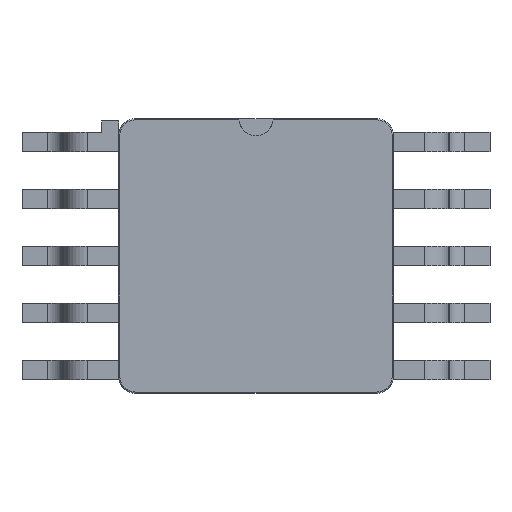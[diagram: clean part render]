
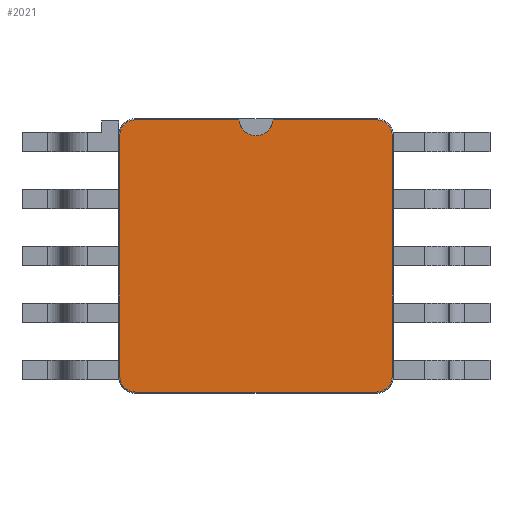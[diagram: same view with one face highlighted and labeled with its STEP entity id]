
A CAD part, top view. The second image highlights one B-rep face of the part: STEP entity #2021.
In plain terms, the highlighted face is planar.
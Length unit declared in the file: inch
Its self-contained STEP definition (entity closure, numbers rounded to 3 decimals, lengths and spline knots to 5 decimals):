
#1360=DIRECTION('',(0.,0.,1.));
#1361=VECTOR('',#1360,0.09053);
#1362=CARTESIAN_POINT('',(-0.1195,0.037,0.01497));
#1363=LINE('',#1362,#1361);
#1385=CARTESIAN_POINT('',(-0.1205,0.037,0.));
#1386=DIRECTION('',(0.,1.,0.));
#1387=DIRECTION('',(0.067,0.,0.998));
#1388=AXIS2_PLACEMENT_3D('',#1385,#1386,#1387);
#1393=DIRECTION('',(0.,0.,1.));
#1394=VECTOR('',#1393,0.09053);
#1395=CARTESIAN_POINT('',(-0.1195,0.037,-0.1055));
#1396=LINE('',#1395,#1394);
#1426=CARTESIAN_POINT('',(-0.1055,0.037,-0.1055));
#1427=DIRECTION('',(0.,1.,0.));
#1428=DIRECTION('',(0.,0.,-1.));
#1429=AXIS2_PLACEMENT_3D('',#1426,#1427,#1428);
#1499=CARTESIAN_POINT('',(-0.1055,0.037,0.1055));
#1500=DIRECTION('',(0.,1.,0.));
#1501=DIRECTION('',(-1.,0.,0.));
#1502=AXIS2_PLACEMENT_3D('',#1499,#1500,#1501);
#1523=DIRECTION('',(1.,0.,0.));
#1524=VECTOR('',#1523,0.211);
#1525=CARTESIAN_POINT('',(-0.1055,0.037,0.1195));
#1526=LINE('',#1525,#1524);
#1545=CARTESIAN_POINT('',(0.1055,0.037,0.1055));
#1546=DIRECTION('',(0.,1.,0.));
#1547=DIRECTION('',(0.,0.,1.));
#1548=AXIS2_PLACEMENT_3D('',#1545,#1546,#1547);
#1569=DIRECTION('',(0.,0.,-1.));
#1570=VECTOR('',#1569,0.211);
#1571=CARTESIAN_POINT('',(0.1195,0.037,0.1055));
#1572=LINE('',#1571,#1570);
#1591=CARTESIAN_POINT('',(0.1055,0.037,-0.1055));
#1592=DIRECTION('',(0.,1.,0.));
#1593=DIRECTION('',(1.,0.,0.));
#1594=AXIS2_PLACEMENT_3D('',#1591,#1592,#1593);
#1615=DIRECTION('',(-1.,0.,0.));
#1616=VECTOR('',#1615,0.211);
#1617=CARTESIAN_POINT('',(0.1055,0.037,-0.1195));
#1618=LINE('',#1617,#1616);
#1685=CARTESIAN_POINT('',(-0.1055,0.037,-0.1195));
#1686=CARTESIAN_POINT('',(-0.1195,0.037,-0.1055));
#1687=VERTEX_POINT('',#1685);
#1688=VERTEX_POINT('',#1686);
#1693=CARTESIAN_POINT('',(-0.1195,0.037,0.1055));
#1694=CARTESIAN_POINT('',(-0.1055,0.037,0.1195));
#1695=VERTEX_POINT('',#1693);
#1696=VERTEX_POINT('',#1694);
#1701=CARTESIAN_POINT('',(0.1055,0.037,0.1195));
#1702=VERTEX_POINT('',#1701);
#1705=CARTESIAN_POINT('',(0.1195,0.037,0.1055));
#1706=VERTEX_POINT('',#1705);
#1709=CARTESIAN_POINT('',(0.1195,0.037,-0.1055));
#1710=VERTEX_POINT('',#1709);
#1713=CARTESIAN_POINT('',(0.1055,0.037,-0.1195));
#1714=VERTEX_POINT('',#1713);
#1721=CARTESIAN_POINT('',(-0.1195,0.037,-0.01497));
#1722=VERTEX_POINT('',#1721);
#1725=CARTESIAN_POINT('',(-0.1195,0.037,0.01497));
#1726=VERTEX_POINT('',#1725);
#1996=CARTESIAN_POINT('',(0.,0.037,0.));
#1997=DIRECTION('',(0.,1.,0.));
#1998=DIRECTION('',(1.,0.,0.));
#1999=AXIS2_PLACEMENT_3D('',#1996,#1997,#1998);
#2000=PLANE('',#1999);
#2001=ORIENTED_EDGE('',*,*,#1801,.T.);
#2003=ORIENTED_EDGE('',*,*,#2002,.F.);
#2005=ORIENTED_EDGE('',*,*,#2004,.F.);
#2007=ORIENTED_EDGE('',*,*,#2006,.F.);
#2009=ORIENTED_EDGE('',*,*,#2008,.F.);
#2011=ORIENTED_EDGE('',*,*,#2010,.F.);
#2013=ORIENTED_EDGE('',*,*,#2012,.F.);
#2015=ORIENTED_EDGE('',*,*,#2014,.F.);
#2017=ORIENTED_EDGE('',*,*,#2016,.F.);
#2018=ORIENTED_EDGE('',*,*,#1987,.F.);
#2019=EDGE_LOOP('',(#2001,#2003,#2005,#2007,#2009,#2011,#2013,#2015,#2017,
#2018));
#2020=FACE_OUTER_BOUND('',#2019,.F.);
#2021=ADVANCED_FACE('',(#2020),#2000,.T.);
#1389=CIRCLE('',#1388,0.015);
#1430=CIRCLE('',#1429,0.014);
#1503=CIRCLE('',#1502,0.014);
#1549=CIRCLE('',#1548,0.014);
#1595=CIRCLE('',#1594,0.014);
#1801=EDGE_CURVE('',#1726,#1722,#1389,.T.);
#1987=EDGE_CURVE('',#1726,#1695,#1363,.T.);
#2002=EDGE_CURVE('',#1688,#1722,#1396,.T.);
#2004=EDGE_CURVE('',#1687,#1688,#1430,.T.);
#2006=EDGE_CURVE('',#1714,#1687,#1618,.T.);
#2008=EDGE_CURVE('',#1710,#1714,#1595,.T.);
#2010=EDGE_CURVE('',#1706,#1710,#1572,.T.);
#2012=EDGE_CURVE('',#1702,#1706,#1549,.T.);
#2014=EDGE_CURVE('',#1696,#1702,#1526,.T.);
#2016=EDGE_CURVE('',#1695,#1696,#1503,.T.);
